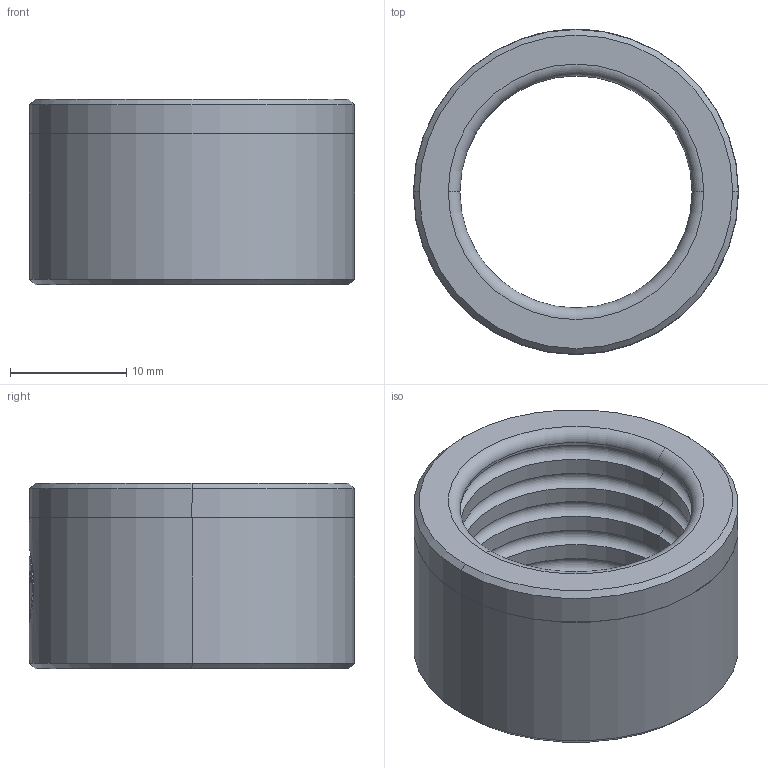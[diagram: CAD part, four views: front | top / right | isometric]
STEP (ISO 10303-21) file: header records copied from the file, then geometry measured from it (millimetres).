
FILE_DESCRIPTION (( 'STEP AP214' ), '1' );
FILE_NAME ('SGBZ-D28-d20-16.step', '2021-07-31T00:50:54', ( 'User' ), ( 'china' ), 'SwSTEP 2.0', 'SolidWorks 2016', '' );
FILE_SCHEMA (( 'AUTOMOTIVE_DESIGN' ));
Length unit declared in the file: millimetre
Products named in the file (1): SGBZ-D28-d20-16
Bounding box: 28 x 28 x 16 mm (x, y, z)
Volume: 4504.2 mm3; surface area: 3183.4 mm2
Topology: 1 solids, 1 shells, 57 faces, 128 edges, 76 vertices
Faces by surface type: cylinder 28, torus 14, plane 11, cone 4
Entity records: 1862 total; most frequent: CARTESIAN_POINT 562, DIRECTION 278, ORIENTED_EDGE 256, EDGE_CURVE 128, AXIS2_PLACEMENT_3D 116, VERTEX_POINT 76, EDGE_LOOP 62, CIRCLE 58
